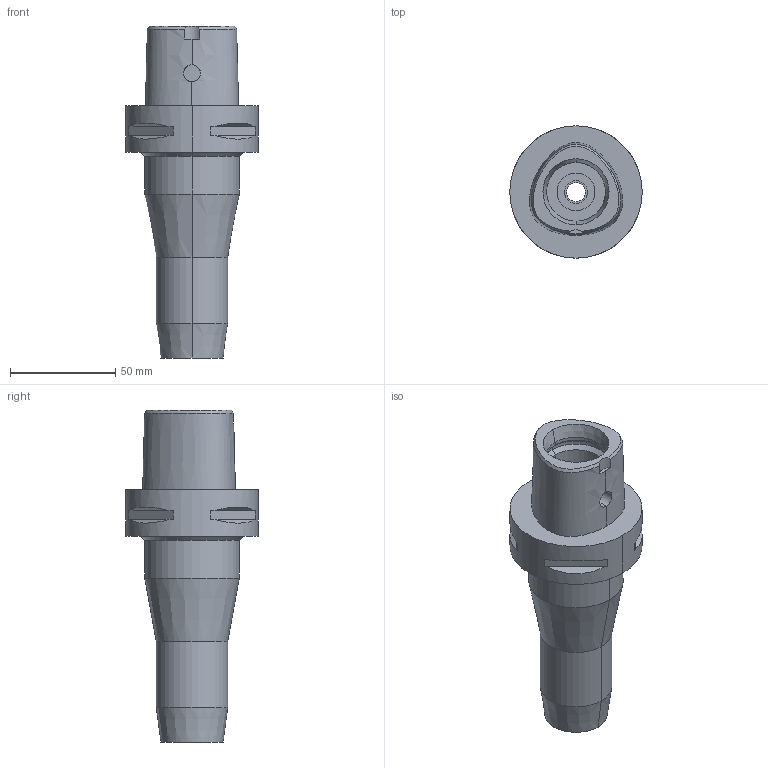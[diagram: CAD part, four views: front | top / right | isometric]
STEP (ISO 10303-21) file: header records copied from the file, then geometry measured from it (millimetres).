
FILE_DESCRIPTION((''),'2;1');
FILE_NAME('C6-HDC14-120','2019-01-18T',('ykawabe'),(''),'CREO PARAMETRIC BY PTC INC, 2016380','CREO PARAMETRIC BY PTC INC, 2016380','');
FILE_SCHEMA(('AUTOMOTIVE_DESIGN { 1 0 10303 214 1 1 1 1 }'));
Length unit declared in the file: millimetre
Products named in the file (1): C6-HDC14-120
Bounding box: 63 x 63 x 158 mm (x, y, z)
Volume: 194295.8 mm3; surface area: 34716.2 mm2
Topology: 1 solids, 1 shells, 74 faces, 166 edges, 103 vertices
Faces by surface type: plane 31, cylinder 27, cone 10, bspline 4, torus 2
Entity records: 3828 total; most frequent: CARTESIAN_POINT 1399, DIRECTION 364, ORIENTED_EDGE 332, PRESENTATION_STYLE_ASSIGNMENT 171, STYLED_ITEM 171, CURVE_STYLE 170, EDGE_CURVE 166, AXIS2_PLACEMENT_3D 149
